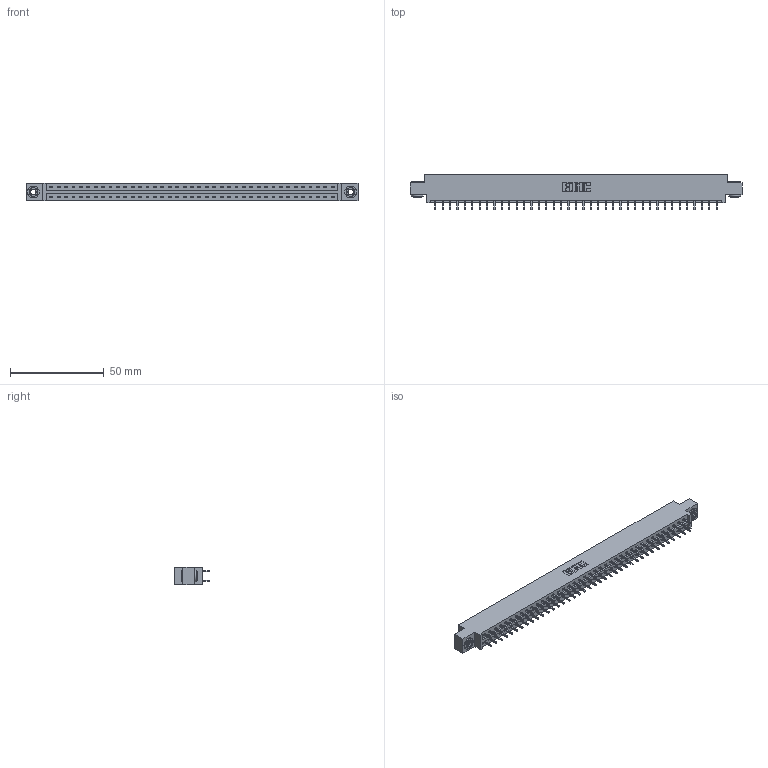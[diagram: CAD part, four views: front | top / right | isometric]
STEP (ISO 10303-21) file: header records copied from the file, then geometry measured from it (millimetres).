
FILE_DESCRIPTION (( 'STEP AP203' ), '1' );
FILE_NAME ('387-078-521-803.STEP', '2018-09-23T16:41:33', ( '' ), ( '' ), 'SwSTEP 2.0', 'SolidWorks 2016', '' );
FILE_SCHEMA (( 'CONFIG_CONTROL_DESIGN' ));
Length unit declared in the file: inch
Products named in the file (4): 337 Part_0.170 Offset - 0.156 Dia-TH; 345-292-001_345-293-121; 345-250-002_345-250-002-102; 387-078-521-803
Assembly tree (81 placements, depth 2):
  387-078-521-803
    337 Part_0.170 Offset - 0.156 Dia-TH
    345-292-001_345-293-121  x78
    345-250-002_345-250-002-102  x2
Bounding box: 177.55 x 19.06 x 9.4 mm (x, y, z)
Volume: 18541.3 mm3; surface area: 21032.9 mm2
Topology: 81 solids, 81 shells, 4368 faces, 12957 edges, 8530 vertices
Faces by surface type: plane 3048, cylinder 1312, cone 8
Entity records: 31426 total; most frequent: CARTESIAN_POINT 5273, ORIENTED_EDGE 5202, DIRECTION 4523, EDGE_CURVE 2601, VECTOR 2449, LINE 2449, VERTEX_POINT 1730, AXIS2_PLACEMENT_3D 1037
